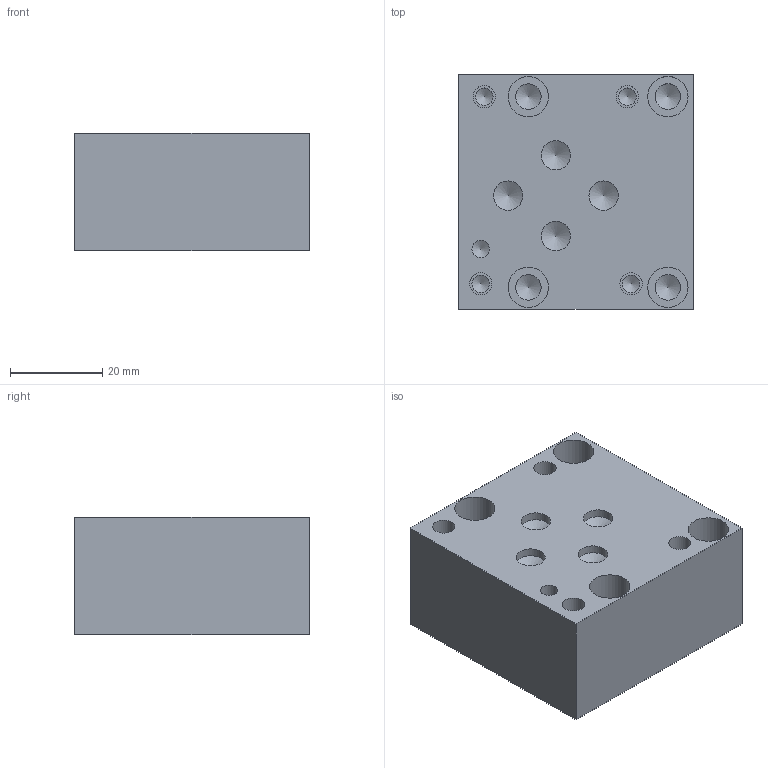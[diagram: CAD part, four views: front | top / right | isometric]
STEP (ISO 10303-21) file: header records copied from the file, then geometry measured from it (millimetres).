
FILE_DESCRIPTION(/* description */ (''),/* implementation_level */ '2;1');
FILE_NAME(/* name */ '_D03D1BVAAB.stp',/* time_stamp */ '2020-09-24T16:46:50-04:00',/* author */ ('DEVONN'),/* organization */ (''),/* preprocessor_version */ 'ST-DEVELOPER v17',/* originating_system */ 'Autodesk Inventor 2019',/* authorisation */ '');
FILE_SCHEMA (('AUTOMOTIVE_DESIGN { 1 0 10303 214 3 1 1 }'));
Length unit declared in the file: millimetre
Products named in the file (1): Part_DD03D1BVAAB.C09236R3_3D
Bounding box: 50.8 x 50.8 x 25.4 mm (x, y, z)
Volume: 60975.3 mm3; surface area: 13402.4 mm2
Topology: 1 solids, 1 shells, 406 faces, 1116 edges, 755 vertices
Faces by surface type: plane 268, bspline 84, cylinder 33, cone 21
Full cylindrical faces by diameter (mm): 3.785 x5, 4.826 x4, 5.537 x8, 5.563 x4, 6.35 x4, 8.738 x4, 9.525 x4
Entity records: 13545 total; most frequent: CARTESIAN_POINT 3349, ORIENTED_EDGE 2190, DIRECTION 1693, EDGE_CURVE 1095, LINE 807, VECTOR 807, VERTEX_POINT 755, EDGE_LOOP 470
